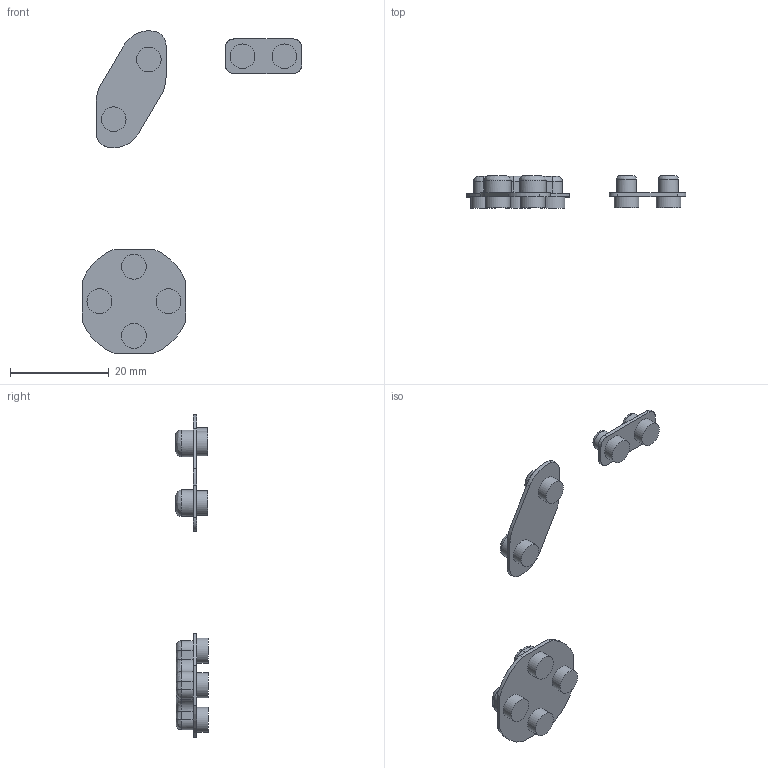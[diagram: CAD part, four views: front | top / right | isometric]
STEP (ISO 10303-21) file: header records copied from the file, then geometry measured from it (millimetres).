
FILE_DESCRIPTION(/* description */ (''),/* implementation_level */ '2;1');
FILE_NAME(/* name */ 'uCrit Air-kawaii mecha case-DVS-v22-buttons.step',/* time_stamp */ '2025-06-05T17:22:31-06:00',/* author */ (''),/* organization */ (''),/* preprocessor_version */ 'ST-DEVELOPER v20.1',/* originating_system */ 'Autodesk Translation Framework v14.10.0.0',/* authorisation */ '');
FILE_SCHEMA (('AUTOMOTIVE_DESIGN { 1 0 10303 214 3 1 1 }'));
Length unit declared in the file: millimetre
Products named in the file (1): buttons
Bounding box: 44.52 x 6.55 x 65.28 mm (x, y, z)
Volume: 1710.3 mm3; surface area: 2227.9 mm2
Topology: 3 solids, 3 shells, 109 faces, 242 edges, 152 vertices
Faces by surface type: plane 43, bspline 36, cylinder 30
Full cylindrical faces by diameter (mm): 4 x2, 5 x4, 5.052 x4, 5.4 x2
Entity records: 4581 total; most frequent: CARTESIAN_POINT 2442, ORIENTED_EDGE 484, DIRECTION 318, EDGE_CURVE 242, VERTEX_POINT 152, EDGE_LOOP 122, AXIS2_PLACEMENT_3D 118, B_SPLINE_CURVE_WITH_KNOTS 112
